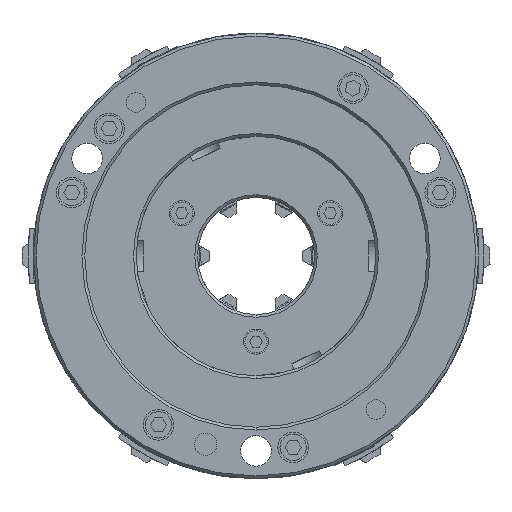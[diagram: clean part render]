
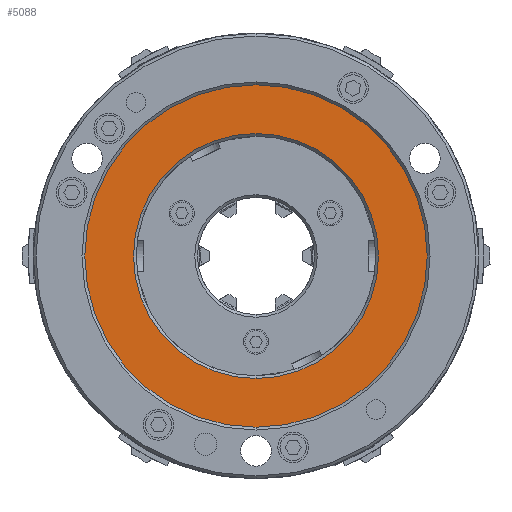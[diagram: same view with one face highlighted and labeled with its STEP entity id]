
A CAD part, front view. The second image highlights one B-rep face of the part: STEP entity #5088.
In plain terms, the highlighted planar face has unit normal (0, -1, 0).
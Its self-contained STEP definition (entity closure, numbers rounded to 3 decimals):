
#203 = CARTESIAN_POINT ( 'NONE',  ( -62.238, 1., -62.238 ) ) ;
#829 = EDGE_LOOP ( 'NONE', ( #12938, #7394 ) ) ;
#914 = AXIS2_PLACEMENT_3D ( 'NONE', #23345, #19786, #8761 ) ;
#1717 = DIRECTION ( 'NONE',  ( 0., -1., 0. ) ) ;
#3866 = DIRECTION ( 'NONE',  ( 0., 0., -1. ) ) ;
#4369 = CIRCLE ( 'NONE', #15088, 61.5 ) ;
#4532 = CIRCLE ( 'NONE', #21346, 61.5 ) ;
#5088 = ADVANCED_FACE ( 'NONE', ( #11097, #5463 ), #9171, .F. ) ;
#5103 = EDGE_CURVE ( 'NONE', #6162, #21727, #4369, .T. ) ;
#5463 = FACE_OUTER_BOUND ( 'NONE', #829, .T. ) ;
#5530 = CARTESIAN_POINT ( 'NONE',  ( 0., 1., -61.5 ) ) ;
#5812 = DIRECTION ( 'NONE',  ( 0., 1., 0. ) ) ;
#6162 = VERTEX_POINT ( 'NONE', #5530 ) ;
#7321 = DIRECTION ( 'NONE',  ( 0., 0., -1. ) ) ;
#7394 = ORIENTED_EDGE ( 'NONE', *, *, #14964, .F. ) ;
#7506 = DIRECTION ( 'NONE',  ( 0., 1., 0. ) ) ;
#8358 = CARTESIAN_POINT ( 'NONE',  ( 0., 1., -44. ) ) ;
#8761 = DIRECTION ( 'NONE',  ( 0., 0., -1. ) ) ;
#9171 = PLANE ( 'NONE',  #14695 ) ;
#9521 = EDGE_LOOP ( 'NONE', ( #11538, #16334 ) ) ;
#9685 = CIRCLE ( 'NONE', #914, 44. ) ;
#10292 = VERTEX_POINT ( 'NONE', #21473 ) ;
#11097 = FACE_BOUND ( 'NONE', #9521, .T. ) ;
#11538 = ORIENTED_EDGE ( 'NONE', *, *, #15916, .F. ) ;
#12781 = CARTESIAN_POINT ( 'NONE',  ( 0., 1., 0. ) ) ;
#12938 = ORIENTED_EDGE ( 'NONE', *, *, #5103, .F. ) ;
#14695 = AXIS2_PLACEMENT_3D ( 'NONE', #203, #7506, #22322 ) ;
#14964 = EDGE_CURVE ( 'NONE', #21727, #6162, #4532, .T. ) ;
#15088 = AXIS2_PLACEMENT_3D ( 'NONE', #12781, #5812, #20077 ) ;
#15916 = EDGE_CURVE ( 'NONE', #16609, #10292, #9685, .T. ) ;
#16224 = AXIS2_PLACEMENT_3D ( 'NONE', #18130, #1717, #3866 ) ;
#16334 = ORIENTED_EDGE ( 'NONE', *, *, #17655, .F. ) ;
#16609 = VERTEX_POINT ( 'NONE', #8358 ) ;
#17655 = EDGE_CURVE ( 'NONE', #10292, #16609, #21169, .T. ) ;
#18130 = CARTESIAN_POINT ( 'NONE',  ( 0., 1., 0. ) ) ;
#19786 = DIRECTION ( 'NONE',  ( 0., -1., 0. ) ) ;
#19978 = CARTESIAN_POINT ( 'NONE',  ( 0., 1., 61.5 ) ) ;
#20077 = DIRECTION ( 'NONE',  ( 0., 0., -1. ) ) ;
#20251 = CARTESIAN_POINT ( 'NONE',  ( 0., 1., 0. ) ) ;
#20608 = DIRECTION ( 'NONE',  ( 0., 1., 0. ) ) ;
#21169 = CIRCLE ( 'NONE', #16224, 44. ) ;
#21346 = AXIS2_PLACEMENT_3D ( 'NONE', #20251, #20608, #7321 ) ;
#21473 = CARTESIAN_POINT ( 'NONE',  ( 0., 1., 44. ) ) ;
#21727 = VERTEX_POINT ( 'NONE', #19978 ) ;
#22322 = DIRECTION ( 'NONE',  ( 0., 0., 1. ) ) ;
#23345 = CARTESIAN_POINT ( 'NONE',  ( 0., 1., 0. ) ) ;
